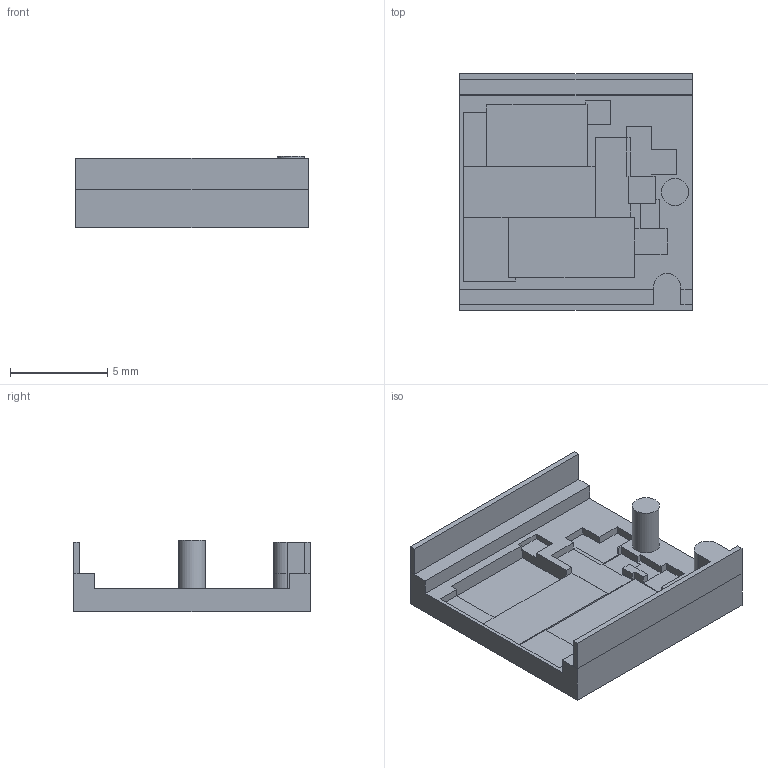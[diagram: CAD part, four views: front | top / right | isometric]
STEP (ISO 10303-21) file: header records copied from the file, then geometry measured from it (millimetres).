
FILE_DESCRIPTION(('FreeCAD Model'),'2;1');
FILE_NAME('fomu case v5.step', '2019-04-18T11:55:12',('Author'),(''), 'Open CASCADE STEP processor 7.2','FreeCAD','Unknown');
FILE_SCHEMA(('AUTOMOTIVE_DESIGN { 1 0 10303 214 1 1 1 1 }'));
Length unit declared in the file: millimetre
Products named in the file (1): PVT_TVS_Diode_4_Pocket
Bounding box: 12 x 12.2 x 3.7 mm (x, y, z)
Volume: 175.7 mm3; surface area: 516.8 mm2
Topology: 1 solids, 1 shells, 90 faces, 238 edges, 152 vertices
Faces by surface type: plane 87, cylinder 3
Full cylindrical faces by diameter (mm): 1.4 x1
Entity records: 5762 total; most frequent: CARTESIAN_POINT 1035, DIRECTION 833, LINE 639, VECTOR 639, ORIENTED_EDGE 476, PCURVE 476, DEFINITIONAL_REPRESENTATION 476, EDGE_CURVE 238
